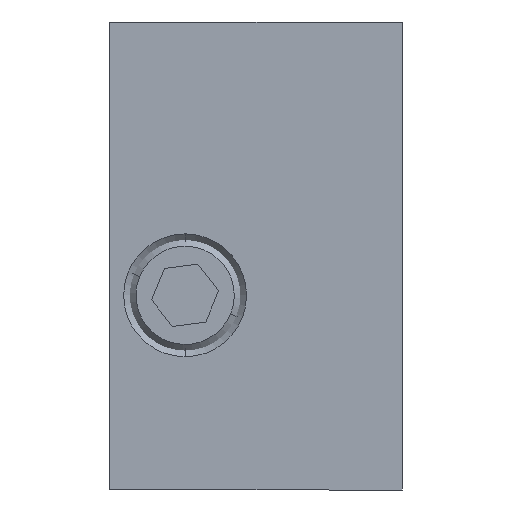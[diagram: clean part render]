
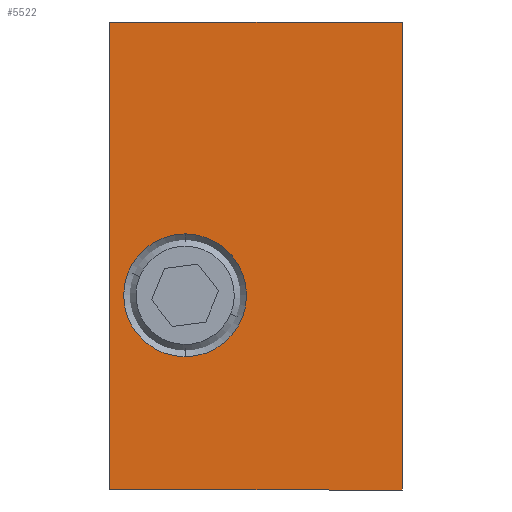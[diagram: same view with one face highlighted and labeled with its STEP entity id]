
A CAD part, left-side view. The second image highlights one B-rep face of the part: STEP entity #5522.
In plain terms, the highlighted planar face has unit normal (-1, 0, 0).
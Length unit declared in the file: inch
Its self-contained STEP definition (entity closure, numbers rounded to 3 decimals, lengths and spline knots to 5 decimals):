
#48 = FACE_OUTER_BOUND ( 'NONE', #573, .T. ) ;
#161 = DIRECTION ( 'NONE',  ( 0., 0., 1. ) ) ;
#573 = EDGE_LOOP ( 'NONE', ( #3230, #1069, #5962, #1662 ) ) ;
#780 = LINE ( 'NONE', #3051, #3884 ) ;
#792 = EDGE_CURVE ( 'NONE', #5139, #5487, #6433, .T. ) ;
#1061 = CARTESIAN_POINT ( 'NONE',  ( -2.249, 0., 0. ) ) ;
#1069 = ORIENTED_EDGE ( 'NONE', *, *, #6513, .F. ) ;
#1094 = AXIS2_PLACEMENT_3D ( 'NONE', #5290, #2384, #2589 ) ;
#1190 = VERTEX_POINT ( 'NONE', #6623 ) ;
#1202 = AXIS2_PLACEMENT_3D ( 'NONE', #3072, #4253, #161 ) ;
#1312 = DIRECTION ( 'NONE',  ( 0., 1., 0. ) ) ;
#1438 = VECTOR ( 'NONE', #2385, 39.37008 ) ;
#1453 = ORIENTED_EDGE ( 'NONE', *, *, #1670, .F. ) ;
#1646 = DIRECTION ( 'NONE',  ( 0., -1., 0. ) ) ;
#1662 = ORIENTED_EDGE ( 'NONE', *, *, #792, .F. ) ;
#1670 = EDGE_CURVE ( 'NONE', #2249, #5624, #7487, .T. ) ;
#1691 = DIRECTION ( 'NONE',  ( -1., 0., 0. ) ) ;
#1711 = AXIS2_PLACEMENT_3D ( 'NONE', #5846, #1691, #2260 ) ;
#1981 = CARTESIAN_POINT ( 'NONE',  ( -2.249, 0.464, -0.45275 ) ) ;
#2038 = EDGE_CURVE ( 'NONE', #5404, #5139, #5309, .T. ) ;
#2162 = EDGE_CURVE ( 'NONE', #5487, #1190, #780, .T. ) ;
#2249 = VERTEX_POINT ( 'NONE', #1981 ) ;
#2260 = DIRECTION ( 'NONE',  ( 0., 0., 1. ) ) ;
#2344 = CARTESIAN_POINT ( 'NONE',  ( -2.249, 0., 0. ) ) ;
#2384 = DIRECTION ( 'NONE',  ( -1., 0., 0. ) ) ;
#2385 = DIRECTION ( 'NONE',  ( 0., 0., -1. ) ) ;
#2589 = DIRECTION ( 'NONE',  ( 0., 0., 1. ) ) ;
#2677 = CIRCLE ( 'NONE', #1711, 0.13125 ) ;
#2733 = DIRECTION ( 'NONE',  ( 0., 0., 1. ) ) ;
#3051 = CARTESIAN_POINT ( 'NONE',  ( -2.249, 0., -1. ) ) ;
#3072 = CARTESIAN_POINT ( 'NONE',  ( -2.249, 0.464, -0.584 ) ) ;
#3230 = ORIENTED_EDGE ( 'NONE', *, *, #2038, .F. ) ;
#3304 = EDGE_CURVE ( 'NONE', #5624, #2249, #2677, .T. ) ;
#3409 = FACE_BOUND ( 'NONE', #6356, .T. ) ;
#3468 = CARTESIAN_POINT ( 'NONE',  ( -2.249, 0., -1. ) ) ;
#3814 = CARTESIAN_POINT ( 'NONE',  ( -2.249, 0.625, 0. ) ) ;
#3884 = VECTOR ( 'NONE', #1312, 39.37008 ) ;
#4013 = CARTESIAN_POINT ( 'NONE',  ( -2.249, 0.625, 0. ) ) ;
#4253 = DIRECTION ( 'NONE',  ( -1., 0., 0. ) ) ;
#4367 = VECTOR ( 'NONE', #2733, 39.37008 ) ;
#4890 = PLANE ( 'NONE',  #1094 ) ;
#5139 = VERTEX_POINT ( 'NONE', #1061 ) ;
#5263 = ORIENTED_EDGE ( 'NONE', *, *, #3304, .F. ) ;
#5290 = CARTESIAN_POINT ( 'NONE',  ( -2.249, 0.625, 0. ) ) ;
#5292 = CARTESIAN_POINT ( 'NONE',  ( -2.249, 0., 0. ) ) ;
#5309 = LINE ( 'NONE', #2344, #6131 ) ;
#5404 = VERTEX_POINT ( 'NONE', #4013 ) ;
#5487 = VERTEX_POINT ( 'NONE', #3468 ) ;
#5522 = ADVANCED_FACE ( 'NONE', ( #3409, #48 ), #4890, .T. ) ;
#5624 = VERTEX_POINT ( 'NONE', #6132 ) ;
#5846 = CARTESIAN_POINT ( 'NONE',  ( -2.249, 0.464, -0.584 ) ) ;
#5922 = LINE ( 'NONE', #3814, #4367 ) ;
#5962 = ORIENTED_EDGE ( 'NONE', *, *, #2162, .F. ) ;
#6131 = VECTOR ( 'NONE', #1646, 39.37008 ) ;
#6132 = CARTESIAN_POINT ( 'NONE',  ( -2.249, 0.464, -0.71525 ) ) ;
#6356 = EDGE_LOOP ( 'NONE', ( #1453, #5263 ) ) ;
#6433 = LINE ( 'NONE', #5292, #1438 ) ;
#6513 = EDGE_CURVE ( 'NONE', #1190, #5404, #5922, .T. ) ;
#6623 = CARTESIAN_POINT ( 'NONE',  ( -2.249, 0.625, -1. ) ) ;
#7487 = CIRCLE ( 'NONE', #1202, 0.13125 ) ;
